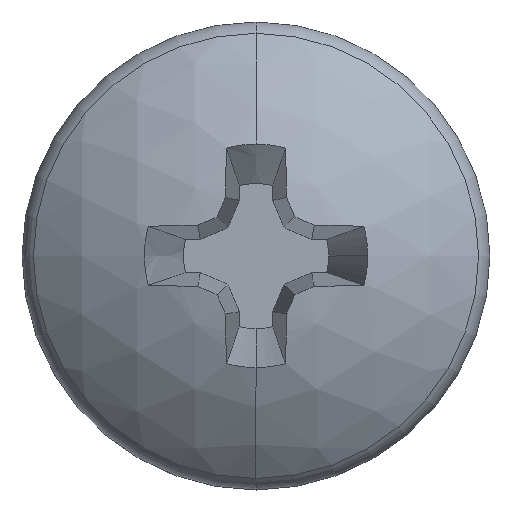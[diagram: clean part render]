
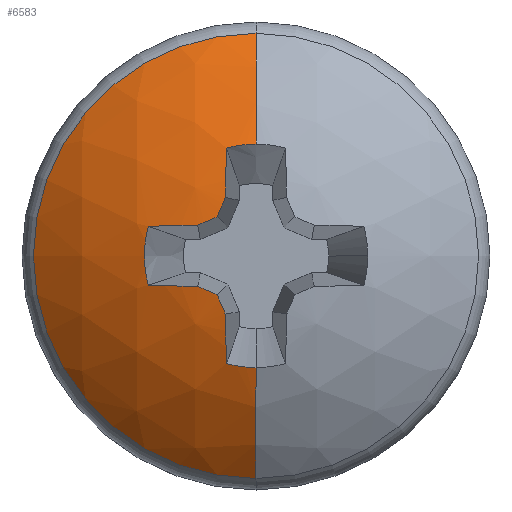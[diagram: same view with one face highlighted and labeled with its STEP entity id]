
A CAD part, top view. The second image highlights one B-rep face of the part: STEP entity #6583.
In plain terms, the highlighted spherical face has radius 4.225 mm.
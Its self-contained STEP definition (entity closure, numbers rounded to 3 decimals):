
#93 = CARTESIAN_POINT ( 'NONE',  ( -0.378, -1.382, 12.25 ) ) ;
#94 = DIRECTION ( 'NONE',  ( 0.383, 0.924, 0. ) ) ;
#96 = DIRECTION ( 'NONE',  ( 0.92, -0.381, 0.087 ) ) ;
#104 = CARTESIAN_POINT ( 'NONE',  ( -0.263, 0.109, 8.25 ) ) ;
#210 = DIRECTION ( 'NONE',  ( 0.924, 0.383, 0. ) ) ;
#211 = DIRECTION ( 'NONE',  ( 0.381, -0.92, 0.087 ) ) ;
#212 = CARTESIAN_POINT ( 'NONE',  ( -0.109, 0.263, 8.25 ) ) ;
#222 = DIRECTION ( 'NONE',  ( 0., -1., 0. ) ) ;
#225 = DIRECTION ( 'NONE',  ( 0., 0., 1. ) ) ;
#226 = CARTESIAN_POINT ( 'NONE',  ( 0., 0., 11.39 ) ) ;
#313 = DIRECTION ( 'NONE',  ( 0., -1., 0. ) ) ;
#314 = DIRECTION ( 'NONE',  ( -1., 0., 0. ) ) ;
#315 = CARTESIAN_POINT ( 'NONE',  ( 0., 0., 8.275 ) ) ;
#326 = DIRECTION ( 'NONE',  ( -0.383, 0.924, 0. ) ) ;
#330 = DIRECTION ( 'NONE',  ( 0.92, 0.381, 0.087 ) ) ;
#331 = CARTESIAN_POINT ( 'NONE',  ( -0.263, -0.109, 8.25 ) ) ;
#374 = DIRECTION ( 'NONE',  ( 0., 0., -1. ) ) ;
#375 = DIRECTION ( 'NONE',  ( 1., 0., 0. ) ) ;
#376 = CARTESIAN_POINT ( 'NONE',  ( 0., 0., 8.275 ) ) ;
#638 = AXIS2_PLACEMENT_3D ( 'NONE', #6455, #6454, #6452 ) ;
#640 = AXIS2_PLACEMENT_3D ( 'NONE', #5896, #6375, #6107 ) ;
#1334 = DIRECTION ( 'NONE',  ( -1., 0., 0. ) ) ;
#1336 = CARTESIAN_POINT ( 'NONE',  ( 0., 0., 8.275 ) ) ;
#1337 = DIRECTION ( 'NONE',  ( 0., 1., 0. ) ) ;
#1555 = CIRCLE ( 'NONE', #2531, 4.225 ) ;
#1567 = CIRCLE ( 'NONE', #2534, 1.433 ) ;
#1569 = CIRCLE ( 'NONE', #2533, 4.215 ) ;
#1571 = CIRCLE ( 'NONE', #2535, 4.225 ) ;
#1583 = CIRCLE ( 'NONE', #2540, 1.433 ) ;
#1586 = CIRCLE ( 'NONE', #2539, 4.225 ) ;
#1613 = CIRCLE ( 'NONE', #640, 4.225 ) ;
#1614 = CIRCLE ( 'NONE', #638, 1.433 ) ;
#1772 = CIRCLE ( 'NONE', #5543, 4.215 ) ;
#1789 = CIRCLE ( 'NONE', #5549, 4.225 ) ;
#1796 = CIRCLE ( 'NONE', #5554, 4.225 ) ;
#1799 = CIRCLE ( 'NONE', #5556, 4.215 ) ;
#1810 = CIRCLE ( 'NONE', #5560, 2.854 ) ;
#1815 = CIRCLE ( 'NONE', #5562, 4.215 ) ;
#2072 = FACE_OUTER_BOUND ( 'NONE', #4077, .T. ) ;
#2079 = SPHERICAL_SURFACE ( 'NONE', #5739, 4.225 ) ;
#2200 = EDGE_CURVE ( 'NONE', #4615, #4402, #1555, .T. ) ;
#2210 = EDGE_CURVE ( 'NONE', #4638, #4823, #1569, .T. ) ;
#2213 = EDGE_CURVE ( 'NONE', #3940, #4510, #1567, .T. ) ;
#2214 = EDGE_CURVE ( 'NONE', #4185, #4665, #1571, .T. ) ;
#2231 = EDGE_CURVE ( 'NONE', #4465, #3940, #1586, .T. ) ;
#2232 = EDGE_CURVE ( 'NONE', #4476, #4185, #1583, .T. ) ;
#2269 = EDGE_CURVE ( 'NONE', #4268, #4638, #1613, .T. ) ;
#2271 = EDGE_CURVE ( 'NONE', #4402, #4268, #1614, .T. ) ;
#2473 = EDGE_CURVE ( 'NONE', #4665, #4232, #1772, .T. ) ;
#2488 = EDGE_CURVE ( 'NONE', #4678, #4510, #1789, .T. ) ;
#2496 = EDGE_CURVE ( 'NONE', #4208, #4476, #1796, .T. ) ;
#2501 = EDGE_CURVE ( 'NONE', #4823, #4465, #1799, .T. ) ;
#2513 = EDGE_CURVE ( 'NONE', #4208, #4678, #1810, .T. ) ;
#2516 = EDGE_CURVE ( 'NONE', #4232, #4615, #1815, .T. ) ;
#2531 = AXIS2_PLACEMENT_3D ( 'NONE', #4940, #4939, #4938 ) ;
#2533 = AXIS2_PLACEMENT_3D ( 'NONE', #4897, #4896, #4895 ) ;
#2534 = AXIS2_PLACEMENT_3D ( 'NONE', #6445, #5862, #5850 ) ;
#2535 = AXIS2_PLACEMENT_3D ( 'NONE', #6450, #5801, #6453 ) ;
#2539 = AXIS2_PLACEMENT_3D ( 'NONE', #6387, #6314, #6164 ) ;
#2540 = AXIS2_PLACEMENT_3D ( 'NONE', #6088, #5919, #6127 ) ;
#2586 = CARTESIAN_POINT ( 'NONE',  ( 0., 2.854, 11.39 ) ) ;
#2588 = CARTESIAN_POINT ( 'NONE',  ( -0.378, 1.382, 12.25 ) ) ;
#2589 = CARTESIAN_POINT ( 'NONE',  ( -1.382, -0.378, 12.25 ) ) ;
#2592 = CARTESIAN_POINT ( 'NONE',  ( -0.499, 0.499, 12.441 ) ) ;
#2635 = CARTESIAN_POINT ( 'NONE',  ( -1.382, 0.378, 12.25 ) ) ;
#2662 = CARTESIAN_POINT ( 'NONE',  ( 0., 1.433, 12.25 ) ) ;
#2665 = CARTESIAN_POINT ( 'NONE',  ( -0.393, -0.749, 12.415 ) ) ;
#2675 = CARTESIAN_POINT ( 'NONE',  ( 0., -1.433, 12.25 ) ) ;
#2694 = CARTESIAN_POINT ( 'NONE',  ( -0.749, -0.393, 12.415 ) ) ;
#2700 = CARTESIAN_POINT ( 'NONE',  ( -0.749, 0.393, 12.415 ) ) ;
#2720 = CARTESIAN_POINT ( 'NONE',  ( -0.393, 0.749, 12.415 ) ) ;
#2726 = CARTESIAN_POINT ( 'NONE',  ( 0., -2.854, 11.39 ) ) ;
#2756 = CARTESIAN_POINT ( 'NONE',  ( -0.499, -0.499, 12.441 ) ) ;
#3908 = ORIENTED_EDGE ( 'NONE', *, *, #2231, .F. ) ;
#3940 = VERTEX_POINT ( 'NONE', #93 ) ;
#4077 = EDGE_LOOP ( 'NONE', ( #4245, #4554, #4582, #3908, #4318, #4237, #4597, #4683, #4483, #4507, #4309, #4375, #4287, #4421 ) ) ;
#4185 = VERTEX_POINT ( 'NONE', #2588 ) ;
#4208 = VERTEX_POINT ( 'NONE', #2586 ) ;
#4232 = VERTEX_POINT ( 'NONE', #2592 ) ;
#4237 = ORIENTED_EDGE ( 'NONE', *, *, #2210, .F. ) ;
#4245 = ORIENTED_EDGE ( 'NONE', *, *, #2513, .T. ) ;
#4268 = VERTEX_POINT ( 'NONE', #2589 ) ;
#4287 = ORIENTED_EDGE ( 'NONE', *, *, #2232, .F. ) ;
#4309 = ORIENTED_EDGE ( 'NONE', *, *, #2473, .F. ) ;
#4318 = ORIENTED_EDGE ( 'NONE', *, *, #2501, .F. ) ;
#4375 = ORIENTED_EDGE ( 'NONE', *, *, #2214, .F. ) ;
#4402 = VERTEX_POINT ( 'NONE', #2635 ) ;
#4421 = ORIENTED_EDGE ( 'NONE', *, *, #2496, .F. ) ;
#4465 = VERTEX_POINT ( 'NONE', #2665 ) ;
#4476 = VERTEX_POINT ( 'NONE', #2662 ) ;
#4483 = ORIENTED_EDGE ( 'NONE', *, *, #2200, .F. ) ;
#4507 = ORIENTED_EDGE ( 'NONE', *, *, #2516, .F. ) ;
#4510 = VERTEX_POINT ( 'NONE', #2675 ) ;
#4554 = ORIENTED_EDGE ( 'NONE', *, *, #2488, .T. ) ;
#4582 = ORIENTED_EDGE ( 'NONE', *, *, #2213, .F. ) ;
#4597 = ORIENTED_EDGE ( 'NONE', *, *, #2269, .F. ) ;
#4615 = VERTEX_POINT ( 'NONE', #2700 ) ;
#4638 = VERTEX_POINT ( 'NONE', #2694 ) ;
#4665 = VERTEX_POINT ( 'NONE', #2720 ) ;
#4678 = VERTEX_POINT ( 'NONE', #2726 ) ;
#4683 = ORIENTED_EDGE ( 'NONE', *, *, #2271, .F. ) ;
#4823 = VERTEX_POINT ( 'NONE', #2756 ) ;
#4895 = DIRECTION ( 'NONE',  ( -0.924, 0.383, 0. ) ) ;
#4896 = DIRECTION ( 'NONE',  ( 0.381, 0.92, 0.087 ) ) ;
#4897 = CARTESIAN_POINT ( 'NONE',  ( -0.109, -0.263, 8.25 ) ) ;
#4938 = DIRECTION ( 'NONE',  ( 0., -0.087, -0.996 ) ) ;
#4939 = DIRECTION ( 'NONE',  ( 0., -0.996, 0.087 ) ) ;
#4940 = CARTESIAN_POINT ( 'NONE',  ( 0., 0.03, 8.272 ) ) ;
#5543 = AXIS2_PLACEMENT_3D ( 'NONE', #104, #96, #94 ) ;
#5549 = AXIS2_PLACEMENT_3D ( 'NONE', #315, #314, #313 ) ;
#5554 = AXIS2_PLACEMENT_3D ( 'NONE', #376, #375, #374 ) ;
#5556 = AXIS2_PLACEMENT_3D ( 'NONE', #331, #330, #326 ) ;
#5560 = AXIS2_PLACEMENT_3D ( 'NONE', #226, #225, #222 ) ;
#5562 = AXIS2_PLACEMENT_3D ( 'NONE', #212, #211, #210 ) ;
#5739 = AXIS2_PLACEMENT_3D ( 'NONE', #1336, #1334, #1337 ) ;
#5801 = DIRECTION ( 'NONE',  ( 0.996, 0., 0.087 ) ) ;
#5850 = DIRECTION ( 'NONE',  ( 0., 1., 0. ) ) ;
#5862 = DIRECTION ( 'NONE',  ( 0., 0., 1. ) ) ;
#5896 = CARTESIAN_POINT ( 'NONE',  ( 0., -0.03, 8.272 ) ) ;
#5919 = DIRECTION ( 'NONE',  ( 0., 0., 1. ) ) ;
#6088 = CARTESIAN_POINT ( 'NONE',  ( 0., 0., 12.25 ) ) ;
#6107 = DIRECTION ( 'NONE',  ( 0., -0.087, 0.996 ) ) ;
#6127 = DIRECTION ( 'NONE',  ( -1., 0., 0. ) ) ;
#6164 = DIRECTION ( 'NONE',  ( 0.087, 0., -0.996 ) ) ;
#6314 = DIRECTION ( 'NONE',  ( 0.996, 0., 0.087 ) ) ;
#6375 = DIRECTION ( 'NONE',  ( 0., 0.996, 0.087 ) ) ;
#6387 = CARTESIAN_POINT ( 'NONE',  ( -0.03, 0., 8.272 ) ) ;
#6445 = CARTESIAN_POINT ( 'NONE',  ( 0., 0., 12.25 ) ) ;
#6450 = CARTESIAN_POINT ( 'NONE',  ( -0.03, 0., 8.272 ) ) ;
#6452 = DIRECTION ( 'NONE',  ( -1., 0., 0. ) ) ;
#6453 = DIRECTION ( 'NONE',  ( 0.087, 0., -0.996 ) ) ;
#6454 = DIRECTION ( 'NONE',  ( 0., 0., 1. ) ) ;
#6455 = CARTESIAN_POINT ( 'NONE',  ( 0., 0., 12.25 ) ) ;
#6583 = ADVANCED_FACE ( 'NONE', ( #2072 ), #2079, .T. ) ;
